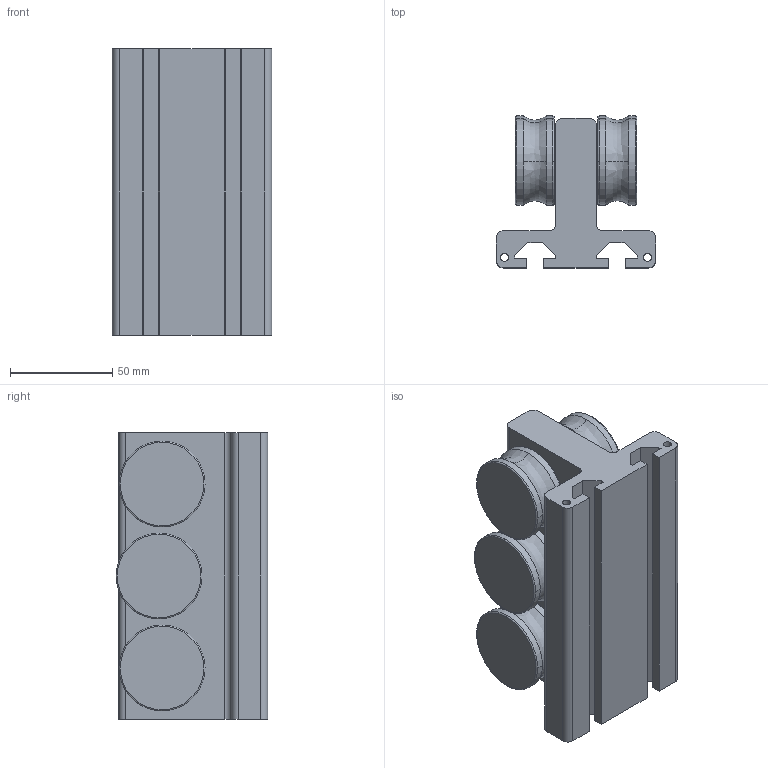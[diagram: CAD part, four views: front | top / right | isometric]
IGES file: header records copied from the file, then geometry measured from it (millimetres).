
Global section: file name: No Iges File Name specified; native system: AutoDesk Inventor R11.0; preprocessor: AutoDesk Inventor Iges Exporter R11.0; author: No Author specified; organization: No Organization specified; date: 20070910.120526; units: millimetre
Bounding box: 78 x 74.25 x 140 mm (x, y, z)
Volume: 448479.5 mm3; surface area: 91333 mm2
Topology: 7 solids, 7 shells, 114 faces, 312 edges, 212 vertices
Faces by surface type: plane 42, cylinder 30, torus 24, bspline 16, revolution 2
